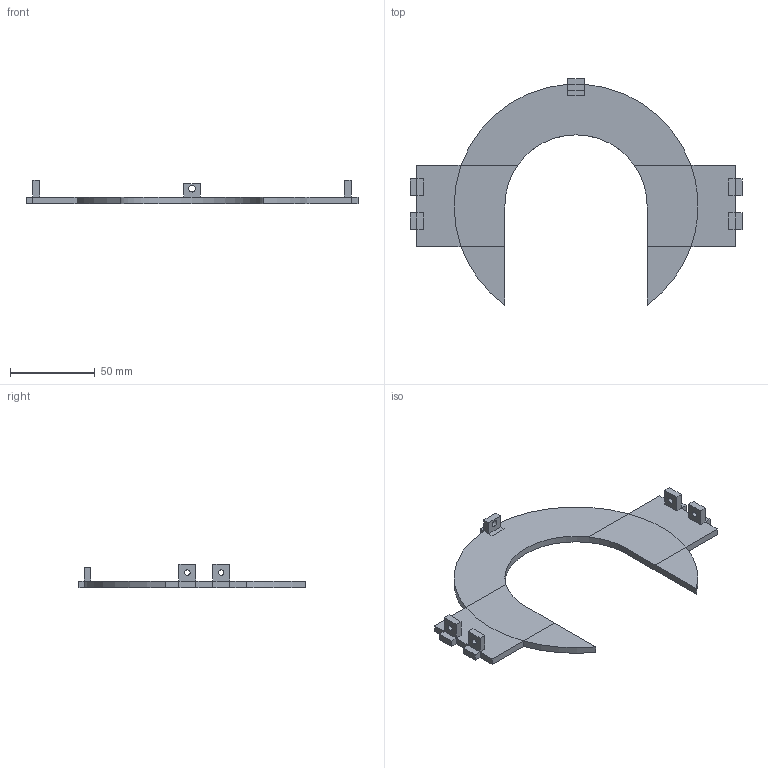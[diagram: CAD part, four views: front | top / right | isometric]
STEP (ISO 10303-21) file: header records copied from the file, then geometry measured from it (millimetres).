
FILE_DESCRIPTION(('FreeCAD Model'),'2;1');
FILE_NAME('Open CASCADE Shape Model','2024-04-22T12:00:13',('Author'),( ''),'Open CASCADE STEP processor 7.6','FreeCAD','Unknown');
FILE_SCHEMA(('AUTOMOTIVE_DESIGN { 1 0 10303 214 1 1 1 1 }'));
Length unit declared in the file: millimetre
Products named in the file (1): Fusion001
Bounding box: 196 x 133.48 x 14 mm (x, y, z)
Volume: 42789 mm3; surface area: 25002.3 mm2
Topology: 1 solids, 1 shells, 88 faces, 207 edges, 121 vertices
Faces by surface type: plane 78, cylinder 10
Full cylindrical faces by diameter (mm): 3.25 x4, 4 x1
Entity records: 2476 total; most frequent: CARTESIAN_POINT 417, DIRECTION 416, ORIENTED_EDGE 414, EDGE_CURVE 207, LINE 176, VECTOR 176, VERTEX_POINT 121, AXIS2_PLACEMENT_3D 120
